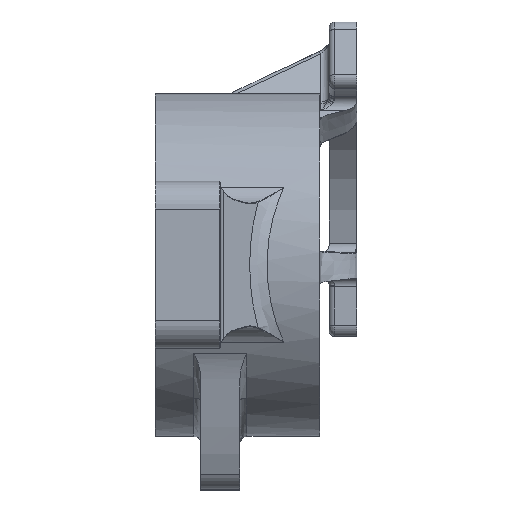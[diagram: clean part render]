
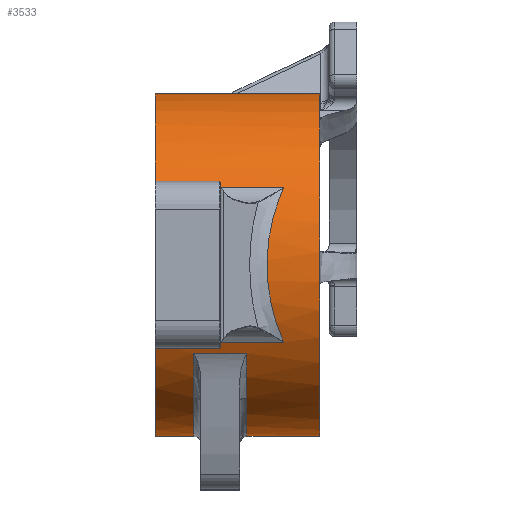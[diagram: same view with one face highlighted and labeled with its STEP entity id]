
A CAD part, front view. The second image highlights one B-rep face of the part: STEP entity #3533.
In plain terms, the highlighted cylindrical face has radius 61.468 mm (diameter 122.936 mm), a partial arc.
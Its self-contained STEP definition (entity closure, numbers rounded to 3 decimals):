
#115=ELLIPSE('',#3789,83.235,61.468);
#147=FACE_BOUND('',#447,.T.);
#218=FACE_OUTER_BOUND('',#446,.T.);
#446=EDGE_LOOP('',(#2363,#2364,#2365,#2366,#2367,#2368,#2369,#2370,#2371,
#2372));
#447=EDGE_LOOP('',(#2373,#2374,#2375,#2376));
#686=LINE('',#5237,#873);
#687=LINE('',#5241,#874);
#688=LINE('',#5256,#875);
#689=LINE('',#5260,#876);
#690=LINE('',#5263,#877);
#691=LINE('',#5265,#878);
#873=VECTOR('',#4189,10.);
#874=VECTOR('',#4192,10.);
#875=VECTOR('',#4195,45.825);
#876=VECTOR('',#4198,45.825);
#877=VECTOR('',#4201,24.);
#878=VECTOR('',#4202,24.);
#1063=B_SPLINE_CURVE_WITH_KNOTS('',3,(#5226,#5227,#5228,#5229,#5230,#5231,
#5232,#5233,#5234,#5235),.UNSPECIFIED.,.F.,.F.,(4,2,2,2,4),(-0.001,
0.,0.065,0.134,0.188),
 .UNSPECIFIED.);
#1064=B_SPLINE_CURVE_WITH_KNOTS('',3,(#5243,#5244,#5245,#5246,#5247,#5248,
#5249,#5250,#5251,#5252),.UNSPECIFIED.,.F.,.F.,(4,2,2,2,4),(0.,0.022,
0.099,0.167,0.167),.UNSPECIFIED.);
#1225=CIRCLE('',#3784,61.468);
#1227=CIRCLE('',#3787,61.468);
#1228=CIRCLE('',#3788,61.468);
#1229=CIRCLE('',#3790,61.468);
#1230=CIRCLE('',#3791,61.468);
#1442=VERTEX_POINT('',#5198);
#1443=VERTEX_POINT('',#5209);
#1445=VERTEX_POINT('',#5224);
#1446=VERTEX_POINT('',#5225);
#1447=VERTEX_POINT('',#5236);
#1448=VERTEX_POINT('',#5238);
#1449=VERTEX_POINT('',#5240);
#1450=VERTEX_POINT('',#5242);
#1451=VERTEX_POINT('',#5253);
#1452=VERTEX_POINT('',#5255);
#1453=VERTEX_POINT('',#5257);
#1454=VERTEX_POINT('',#5259);
#1455=VERTEX_POINT('',#5262);
#1456=VERTEX_POINT('',#5264);
#1787=EDGE_CURVE('',#1442,#1443,#1225,.T.);
#1790=EDGE_CURVE('',#1445,#1446,#1063,.T.);
#1791=EDGE_CURVE('',#1447,#1445,#686,.T.);
#1792=EDGE_CURVE('',#1447,#1448,#1227,.T.);
#1793=EDGE_CURVE('',#1448,#1449,#687,.T.);
#1794=EDGE_CURVE('',#1450,#1449,#1064,.T.);
#1795=EDGE_CURVE('',#1450,#1451,#1228,.T.);
#1796=EDGE_CURVE('',#1451,#1452,#688,.T.);
#1797=EDGE_CURVE('',#1452,#1453,#115,.F.);
#1798=EDGE_CURVE('',#1453,#1454,#689,.F.);
#1799=EDGE_CURVE('',#1446,#1454,#1229,.T.);
#1800=EDGE_CURVE('',#1443,#1455,#690,.T.);
#1801=EDGE_CURVE('',#1442,#1456,#691,.T.);
#1802=EDGE_CURVE('',#1455,#1456,#1230,.T.);
#2363=ORIENTED_EDGE('',*,*,#1790,.F.);
#2364=ORIENTED_EDGE('',*,*,#1791,.F.);
#2365=ORIENTED_EDGE('',*,*,#1792,.T.);
#2366=ORIENTED_EDGE('',*,*,#1793,.T.);
#2367=ORIENTED_EDGE('',*,*,#1794,.F.);
#2368=ORIENTED_EDGE('',*,*,#1795,.T.);
#2369=ORIENTED_EDGE('',*,*,#1796,.T.);
#2370=ORIENTED_EDGE('',*,*,#1797,.T.);
#2371=ORIENTED_EDGE('',*,*,#1798,.T.);
#2372=ORIENTED_EDGE('',*,*,#1799,.F.);
#2373=ORIENTED_EDGE('',*,*,#1800,.F.);
#2374=ORIENTED_EDGE('',*,*,#1787,.F.);
#2375=ORIENTED_EDGE('',*,*,#1801,.T.);
#2376=ORIENTED_EDGE('',*,*,#1802,.F.);
#3466=CYLINDRICAL_SURFACE('',#3786,61.468);
#3533=ADVANCED_FACE('',(#218,#147),#3466,.T.);
#3784=AXIS2_PLACEMENT_3D('',#5210,#4183,#4184);
#3786=AXIS2_PLACEMENT_3D('',#5223,#4187,#4188);
#3787=AXIS2_PLACEMENT_3D('',#5239,#4190,#4191);
#3788=AXIS2_PLACEMENT_3D('',#5254,#4193,#4194);
#3789=AXIS2_PLACEMENT_3D('',#5258,#4196,#4197);
#3790=AXIS2_PLACEMENT_3D('',#5261,#4199,#4200);
#3791=AXIS2_PLACEMENT_3D('',#5266,#4203,#4204);
#4183=DIRECTION('center_axis',(-1.,0.,0.));
#4184=DIRECTION('ref_axis',(0.,0.,-1.));
#4187=DIRECTION('center_axis',(1.,0.,0.));
#4188=DIRECTION('ref_axis',(0.,-0.906,-0.424));
#4189=DIRECTION('',(-1.,0.,0.));
#4190=DIRECTION('center_axis',(-1.,0.,0.));
#4191=DIRECTION('ref_axis',(0.,0.,-1.));
#4192=DIRECTION('',(-1.,0.,0.));
#4193=DIRECTION('center_axis',(1.,0.,0.));
#4194=DIRECTION('ref_axis',(0.,0.,-1.));
#4195=DIRECTION('',(1.,0.,0.));
#4196=DIRECTION('center_axis',(-0.738,0.674,0.));
#4197=DIRECTION('ref_axis',(0.674,0.738,0.));
#4198=DIRECTION('',(1.,0.,0.));
#4199=DIRECTION('center_axis',(-1.,0.,0.));
#4200=DIRECTION('ref_axis',(0.,0.,-1.));
#4201=DIRECTION('',(-1.,0.,0.));
#4202=DIRECTION('',(-1.,0.,0.));
#4203=DIRECTION('center_axis',(1.,0.,0.));
#4204=DIRECTION('ref_axis',(0.,0.,-1.));
#5198=CARTESIAN_POINT('',(84.08,52.616,-31.778));
#5209=CARTESIAN_POINT('',(84.08,-52.616,-31.778));
#5210=CARTESIAN_POINT('Origin',(84.08,0.,0.));
#5223=CARTESIAN_POINT('Origin',(-122.708,0.,0.));
#5224=CARTESIAN_POINT('',(51.743,60.793,-9.086));
#5225=CARTESIAN_POINT('',(51.15,60.511,-10.806));
#5226=CARTESIAN_POINT('Ctrl Pts',(51.743,60.793,-9.086));
#5227=CARTESIAN_POINT('Ctrl Pts',(51.741,60.792,-9.088));
#5228=CARTESIAN_POINT('Ctrl Pts',(51.739,60.792,-9.09));
#5229=CARTESIAN_POINT('Ctrl Pts',(51.6,60.767,-9.256));
#5230=CARTESIAN_POINT('Ctrl Pts',(51.487,60.74,-9.435));
#5231=CARTESIAN_POINT('Ctrl Pts',(51.302,60.676,-9.834));
#5232=CARTESIAN_POINT('Ctrl Pts',(51.236,60.641,-10.054));
#5233=CARTESIAN_POINT('Ctrl Pts',(51.165,60.573,-10.452));
#5234=CARTESIAN_POINT('Ctrl Pts',(51.15,60.542,-10.629));
#5235=CARTESIAN_POINT('Ctrl Pts',(51.15,60.511,-10.806));
#5236=CARTESIAN_POINT('',(110.15,60.793,-9.086));
#5237=CARTESIAN_POINT('',(113.5,60.793,-9.086));
#5238=CARTESIAN_POINT('',(110.15,31.958,52.507));
#5239=CARTESIAN_POINT('Origin',(110.15,0.,0.));
#5240=CARTESIAN_POINT('',(51.67,31.958,52.507));
#5241=CARTESIAN_POINT('',(113.5,31.958,52.507));
#5242=CARTESIAN_POINT('',(51.15,30.623,53.297));
#5243=CARTESIAN_POINT('Ctrl Pts',(51.15,30.623,53.297));
#5244=CARTESIAN_POINT('Ctrl Pts',(51.15,30.687,53.26));
#5245=CARTESIAN_POINT('Ctrl Pts',(51.153,30.751,53.223));
#5246=CARTESIAN_POINT('Ctrl Pts',(51.178,31.036,53.058));
#5247=CARTESIAN_POINT('Ctrl Pts',(51.231,31.254,52.93));
#5248=CARTESIAN_POINT('Ctrl Pts',(51.408,31.638,52.701));
#5249=CARTESIAN_POINT('Ctrl Pts',(51.521,31.804,52.601));
#5250=CARTESIAN_POINT('Ctrl Pts',(51.667,31.954,52.509));
#5251=CARTESIAN_POINT('Ctrl Pts',(51.669,31.956,52.508));
#5252=CARTESIAN_POINT('Ctrl Pts',(51.67,31.958,52.507));
#5253=CARTESIAN_POINT('',(51.15,-54.895,27.655));
#5254=CARTESIAN_POINT('Origin',(51.15,0.,0.));
#5255=CARTESIAN_POINT('',(97.275,-54.895,27.655));
#5256=CARTESIAN_POINT('',(51.45,-54.895,27.655));
#5257=CARTESIAN_POINT('',(97.275,-54.895,-27.655));
#5258=CARTESIAN_POINT('Origin',(147.397,0.,0.));
#5259=CARTESIAN_POINT('',(51.15,-54.895,-27.655));
#5260=CARTESIAN_POINT('',(51.45,-54.895,-27.655));
#5261=CARTESIAN_POINT('Origin',(51.15,0.,0.));
#5262=CARTESIAN_POINT('',(65.08,-52.616,-31.778));
#5263=CARTESIAN_POINT('',(86.58,-52.616,-31.778));
#5264=CARTESIAN_POINT('',(65.08,52.616,-31.778));
#5265=CARTESIAN_POINT('',(86.58,52.616,-31.778));
#5266=CARTESIAN_POINT('Origin',(65.08,0.,0.));
